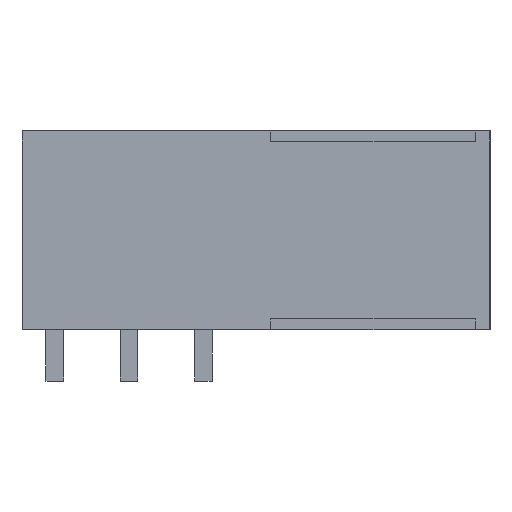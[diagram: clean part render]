
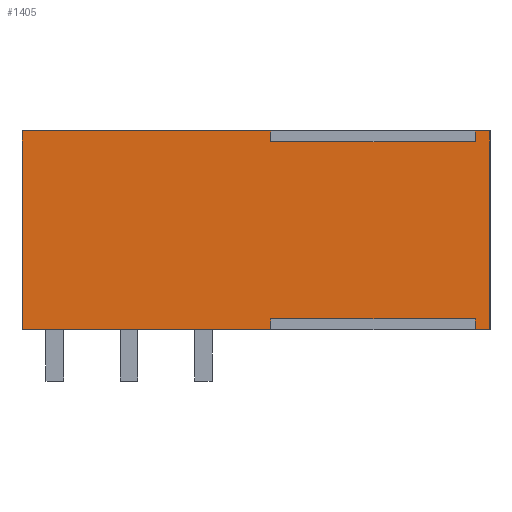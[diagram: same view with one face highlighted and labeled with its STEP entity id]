
A CAD part, left-side view. The second image highlights one B-rep face of the part: STEP entity #1405.
In plain terms, the highlighted planar face has unit normal (-1, 0, 0).
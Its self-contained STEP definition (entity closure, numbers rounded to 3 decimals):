
#1346=AXIS2_PLACEMENT_3D('Plane Axis2P3D',#1343,#1344,#1345) ;
#133=CARTESIAN_POINT('Vertex',(0.,32.,17.1)) ;
#136=CARTESIAN_POINT('Line Origine',(0.,23.5,17.1)) ;
#140=CARTESIAN_POINT('Vertex',(0.,15.,17.1)) ;
#161=CARTESIAN_POINT('Vertex',(0.,1.,17.1)) ;
#164=CARTESIAN_POINT('Line Origine',(0.,0.5,17.1)) ;
#168=CARTESIAN_POINT('Vertex',(0.,0.,17.1)) ;
#773=CARTESIAN_POINT('Vertex',(0.,0.,3.5)) ;
#776=CARTESIAN_POINT('Line Origine',(0.,0.5,3.5)) ;
#780=CARTESIAN_POINT('Vertex',(0.,1.,3.5)) ;
#801=CARTESIAN_POINT('Vertex',(0.,15.,3.5)) ;
#804=CARTESIAN_POINT('Line Origine',(0.,23.5,3.5)) ;
#808=CARTESIAN_POINT('Vertex',(0.,32.,3.5)) ;
#1331=CARTESIAN_POINT('Line Origine',(0.,32.,10.3)) ;
#1343=CARTESIAN_POINT('Axis2P3D Location',(0.,0.,17.1)) ;
#1348=CARTESIAN_POINT('Line Origine',(0.,1.,16.725)) ;
#1352=CARTESIAN_POINT('Vertex',(0.,1.,16.35)) ;
#1355=CARTESIAN_POINT('Line Origine',(0.,8.,16.35)) ;
#1359=CARTESIAN_POINT('Vertex',(0.,15.,16.35)) ;
#1362=CARTESIAN_POINT('Line Origine',(0.,15.,16.725)) ;
#1367=CARTESIAN_POINT('Line Origine',(0.,15.,3.875)) ;
#1371=CARTESIAN_POINT('Vertex',(0.,15.,4.25)) ;
#1374=CARTESIAN_POINT('Line Origine',(0.,8.,4.25)) ;
#1378=CARTESIAN_POINT('Vertex',(0.,1.,4.25)) ;
#1381=CARTESIAN_POINT('Line Origine',(0.,1.,3.875)) ;
#1386=CARTESIAN_POINT('Line Origine',(0.,0.,10.3)) ;
#137=DIRECTION('Vector Direction',(0.,1.,0.)) ;
#165=DIRECTION('Vector Direction',(0.,1.,0.)) ;
#777=DIRECTION('Vector Direction',(0.,1.,0.)) ;
#805=DIRECTION('Vector Direction',(0.,1.,0.)) ;
#1332=DIRECTION('Vector Direction',(0.,0.,-1.)) ;
#1344=DIRECTION('Axis2P3D Direction',(1.,0.,0.)) ;
#1345=DIRECTION('Axis2P3D XDirection',(0.,0.,-1.)) ;
#1349=DIRECTION('Vector Direction',(0.,0.,-1.)) ;
#1356=DIRECTION('Vector Direction',(0.,1.,0.)) ;
#1363=DIRECTION('Vector Direction',(0.,0.,-1.)) ;
#1368=DIRECTION('Vector Direction',(0.,0.,-1.)) ;
#1375=DIRECTION('Vector Direction',(0.,1.,0.)) ;
#1382=DIRECTION('Vector Direction',(0.,0.,-1.)) ;
#1387=DIRECTION('Vector Direction',(0.,0.,-1.)) ;
#138=VECTOR('Line Direction',#137,1.) ;
#166=VECTOR('Line Direction',#165,1.) ;
#778=VECTOR('Line Direction',#777,1.) ;
#806=VECTOR('Line Direction',#805,1.) ;
#1333=VECTOR('Line Direction',#1332,1.) ;
#1350=VECTOR('Line Direction',#1349,1.) ;
#1357=VECTOR('Line Direction',#1356,1.) ;
#1364=VECTOR('Line Direction',#1363,1.) ;
#1369=VECTOR('Line Direction',#1368,1.) ;
#1376=VECTOR('Line Direction',#1375,1.) ;
#1383=VECTOR('Line Direction',#1382,1.) ;
#1388=VECTOR('Line Direction',#1387,1.) ;
#1392=ORIENTED_EDGE('',*,*,#1354,.F.) ;
#1393=ORIENTED_EDGE('',*,*,#1361,.T.) ;
#1394=ORIENTED_EDGE('',*,*,#1366,.F.) ;
#1395=ORIENTED_EDGE('',*,*,#142,.T.) ;
#1396=ORIENTED_EDGE('',*,*,#1335,.T.) ;
#1397=ORIENTED_EDGE('',*,*,#810,.F.) ;
#1398=ORIENTED_EDGE('',*,*,#1373,.F.) ;
#1399=ORIENTED_EDGE('',*,*,#1380,.F.) ;
#1400=ORIENTED_EDGE('',*,*,#1385,.F.) ;
#1401=ORIENTED_EDGE('',*,*,#782,.F.) ;
#1402=ORIENTED_EDGE('',*,*,#1390,.F.) ;
#1403=ORIENTED_EDGE('',*,*,#170,.T.) ;
#1405=ADVANCED_FACE('HOUSING',(#1404),#1347,.F.) ;
#142=EDGE_CURVE('',#141,#134,#139,.T.) ;
#170=EDGE_CURVE('',#169,#162,#167,.T.) ;
#782=EDGE_CURVE('',#774,#781,#779,.T.) ;
#810=EDGE_CURVE('',#802,#809,#807,.T.) ;
#1335=EDGE_CURVE('',#134,#809,#1334,.T.) ;
#1354=EDGE_CURVE('',#1353,#162,#1351,.F.) ;
#1361=EDGE_CURVE('',#1353,#1360,#1358,.T.) ;
#1366=EDGE_CURVE('',#141,#1360,#1365,.T.) ;
#1373=EDGE_CURVE('',#1372,#802,#1370,.T.) ;
#1380=EDGE_CURVE('',#1379,#1372,#1377,.T.) ;
#1385=EDGE_CURVE('',#781,#1379,#1384,.F.) ;
#1390=EDGE_CURVE('',#169,#774,#1389,.T.) ;
#1391=EDGE_LOOP('',(#1392,#1393,#1394,#1395,#1396,#1397,#1398,#1399,#1400,#1401,#1402,#1403)) ;
#1404=FACE_OUTER_BOUND('',#1391,.T.) ;
#139=LINE('Line',#136,#138) ;
#167=LINE('Line',#164,#166) ;
#779=LINE('Line',#776,#778) ;
#807=LINE('Line',#804,#806) ;
#1334=LINE('Line',#1331,#1333) ;
#1351=LINE('Line',#1348,#1350) ;
#1358=LINE('Line',#1355,#1357) ;
#1365=LINE('Line',#1362,#1364) ;
#1370=LINE('Line',#1367,#1369) ;
#1377=LINE('Line',#1374,#1376) ;
#1384=LINE('Line',#1381,#1383) ;
#1389=LINE('Line',#1386,#1388) ;
#1347=PLANE('',#1346) ;
#134=VERTEX_POINT('',#133) ;
#141=VERTEX_POINT('',#140) ;
#162=VERTEX_POINT('',#161) ;
#169=VERTEX_POINT('',#168) ;
#774=VERTEX_POINT('',#773) ;
#781=VERTEX_POINT('',#780) ;
#802=VERTEX_POINT('',#801) ;
#809=VERTEX_POINT('',#808) ;
#1353=VERTEX_POINT('',#1352) ;
#1360=VERTEX_POINT('',#1359) ;
#1372=VERTEX_POINT('',#1371) ;
#1379=VERTEX_POINT('',#1378) ;
